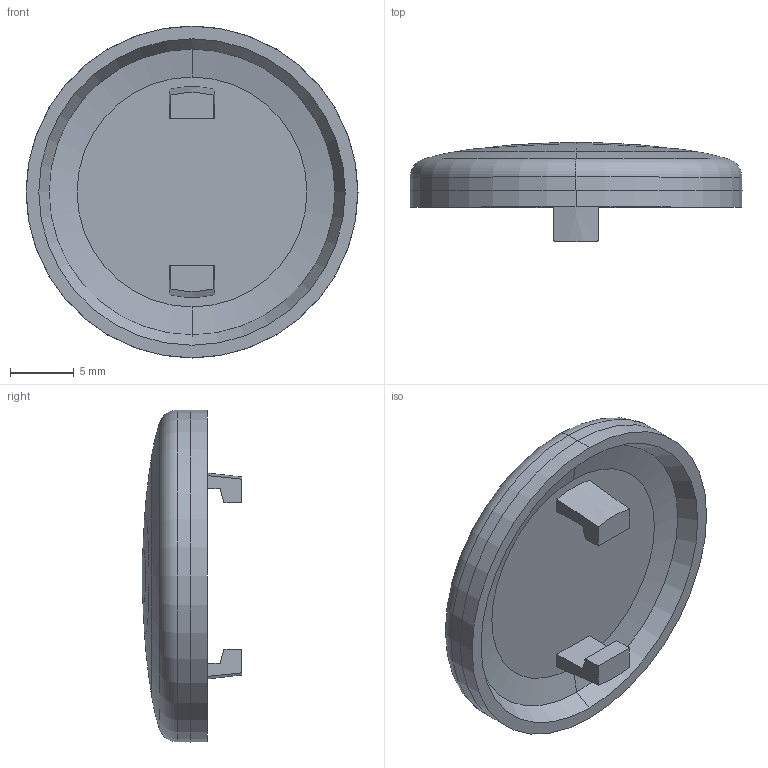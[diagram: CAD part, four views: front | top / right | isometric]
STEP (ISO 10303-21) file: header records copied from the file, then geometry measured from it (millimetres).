
FILE_DESCRIPTION((''),'2;1');
FILE_NAME('05-1103-0148_TASTE_RT-0','2023-10-12T13:24:51',('Beil'),(''),'CREO PARAMETRIC BY PTC INC, 2019030','CREO PARAMETRIC BY PTC INC, 2019030','');
FILE_SCHEMA(('CONFIG_CONTROL_DESIGN','SHAPE_APPEARANCE_LAYERS_GROUPS'));
Length unit declared in the file: millimetre
Products named in the file (1): 05-1103-0148_TASTE_RT-0
Bounding box: 26 x 7.8 x 26 mm (x, y, z)
Volume: 1612.8 mm3; surface area: 1486.4 mm2
Topology: 1 solids, 1 shells, 42 faces, 104 edges, 65 vertices
Faces by surface type: plane 18, cone 10, sphere 6, cylinder 4, bspline 2, torus 2
Entity records: 1785 total; most frequent: CARTESIAN_POINT 363, DIRECTION 216, ORIENTED_EDGE 204, PRESENTATION_STYLE_ASSIGNMENT 105, STYLED_ITEM 103, CURVE_STYLE 102, EDGE_CURVE 102, AXIS2_PLACEMENT_3D 86
